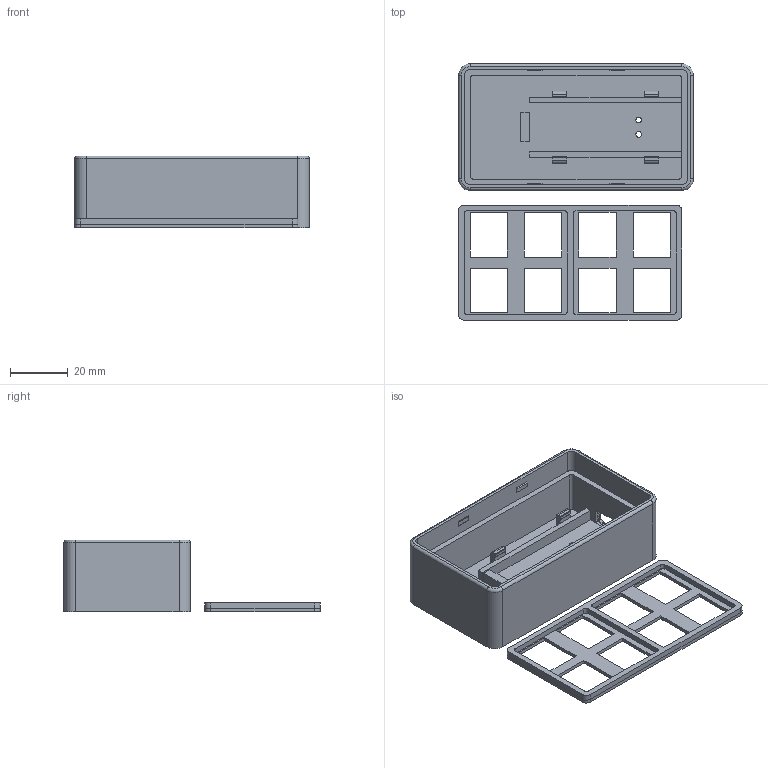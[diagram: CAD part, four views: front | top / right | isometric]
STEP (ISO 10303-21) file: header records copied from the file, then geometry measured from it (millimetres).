
FILE_DESCRIPTION(('FreeCAD Model'),'2;1');
FILE_NAME('SlimDeck.step', '2020-03-23T23:35:41',('Author'),(''), 'Open CASCADE STEP processor 7.3','FreeCAD','Unknown');
FILE_SCHEMA(('AUTOMOTIVE_DESIGN { 1 0 10303 214 1 1 1 1 }'));
Length unit declared in the file: millimetre
Products named in the file (2): lip; body
Bounding box: 81.6 x 89 x 25 mm (x, y, z)
Volume: 28556.1 mm3; surface area: 24353.9 mm2
Topology: 2 solids, 2 shells, 268 faces, 686 edges, 428 vertices
Faces by surface type: plane 181, cylinder 55, bspline 28, torus 4
Full cylindrical faces by diameter (mm): 2 x2
Entity records: 19758 total; most frequent: CARTESIAN_POINT 6297, DIRECTION 2409, LINE 1724, VECTOR 1724, ORIENTED_EDGE 1368, PCURVE 1368, DEFINITIONAL_REPRESENTATION 1368, EDGE_CURVE 684
